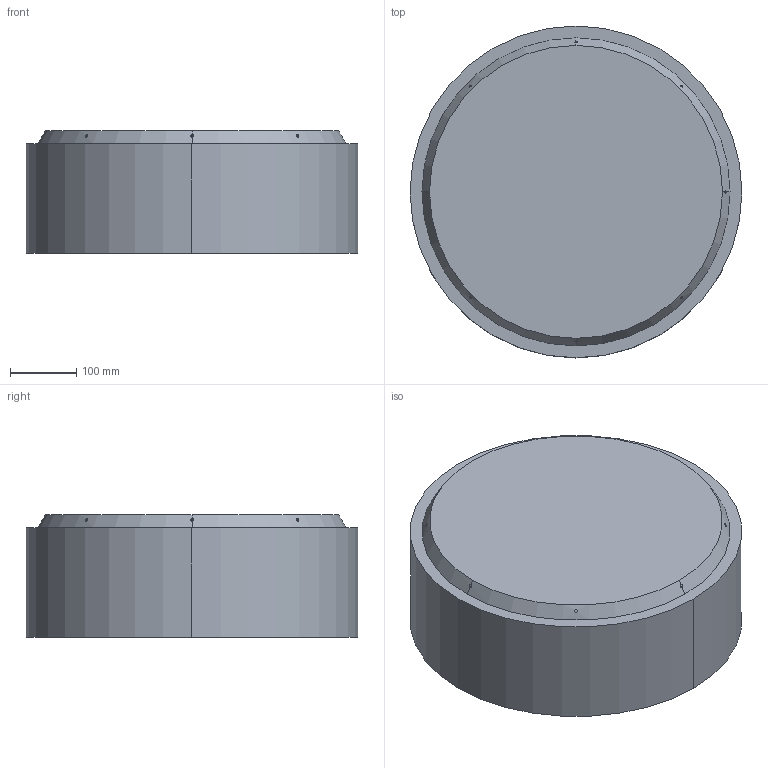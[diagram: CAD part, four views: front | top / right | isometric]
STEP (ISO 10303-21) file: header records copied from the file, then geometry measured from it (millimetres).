
FILE_DESCRIPTION(/* description */ ('STEP AP203'),/* implementation_level */ '2;1');
FILE_NAME(/* name */ 'СамДелалРеактор',/* time_stamp */ '2023-11-21T13:54:55+03:00',/* author */ (' '),/* organization */ (' '),/* preprocessor_version */ 'ST-DEVELOPER v19.3',/* originating_system */ ' ',/* authorisation */ ' ');
FILE_SCHEMA (('CONFIG_CONTROL_DESIGN'));
Length unit declared in the file: millimetre
Products named in the file (2): id2; id5
Bounding box: 500 x 500 x 184.85 mm (x, y, z)
Volume: 31077189.5 mm3; surface area: 1053809.5 mm2
Topology: 2 solids, 2 shells, 63 faces, 152 edges, 100 vertices
Faces by surface type: cylinder 44, plane 15, cone 4
Entity records: 1965 total; most frequent: CARTESIAN_POINT 445, DIRECTION 318, ORIENTED_EDGE 304, EDGE_CURVE 152, AXIS2_PLACEMENT_3D 133, VERTEX_POINT 100, EDGE_LOOP 70, FACE_BOUND 70
